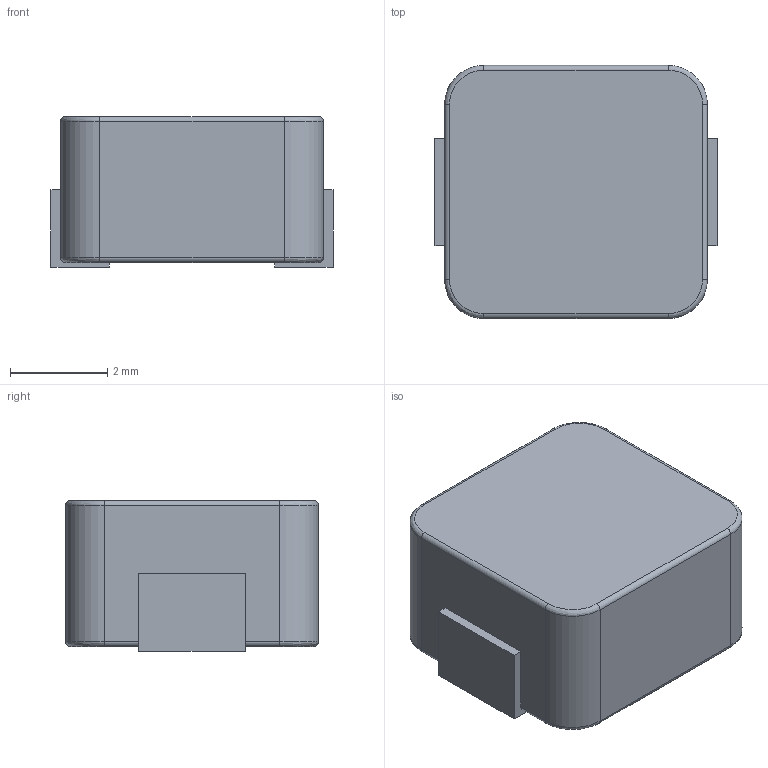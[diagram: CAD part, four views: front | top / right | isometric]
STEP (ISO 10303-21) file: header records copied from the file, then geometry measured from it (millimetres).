
FILE_DESCRIPTION (( 'STEP AP214' ), '1' );
FILE_NAME ('User Library-mwsa0503.STEP', '2021-05-16T05:47:02', ( '' ), ( '' ), 'SwSTEP 2.0', 'SolidWorks 2020', '' );
FILE_SCHEMA (( 'AUTOMOTIVE_DESIGN' ));
Length unit declared in the file: millimetre
Products named in the file (1): User Library-mwsa0503
Bounding box: 5.8 x 5.2 x 3.1 mm (x, y, z)
Volume: 84.4 mm3; surface area: 117.3 mm2
Topology: 1 solids, 1 shells, 40 faces, 98 edges, 60 vertices
Faces by surface type: plane 18, cylinder 14, bspline 8
Entity records: 1468 total; most frequent: CARTESIAN_POINT 391, ORIENTED_EDGE 196, DIRECTION 184, EDGE_CURVE 98, LINE 62, VECTOR 62, AXIS2_PLACEMENT_3D 61, VERTEX_POINT 60
